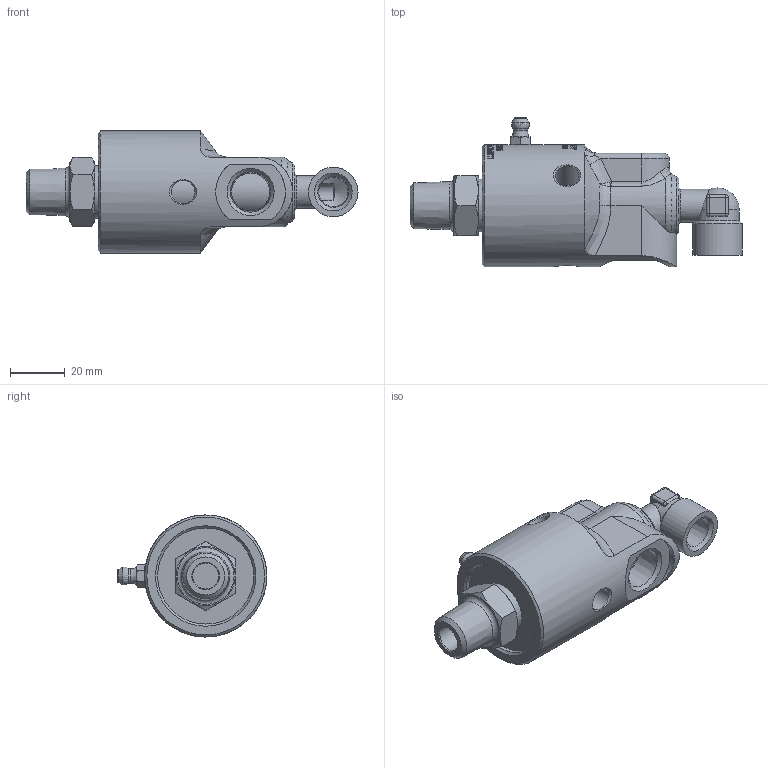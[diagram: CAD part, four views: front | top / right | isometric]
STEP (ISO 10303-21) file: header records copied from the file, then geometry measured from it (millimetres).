
FILE_DESCRIPTION(/* description */ (''),/* implementation_level */ '2;1');
FILE_NAME(/* name */ '57-000-002030-IC fd.stp',/* time_stamp */ '2022-01-10T11:07:34-06:00',/* author */ ('dyurkovich'),/* organization */ (''),/* preprocessor_version */ 'ST-DEVELOPER v18.1',/* originating_system */ 'Autodesk Inventor 2022',/* authorisation */ '');
FILE_SCHEMA (('AUTOMOTIVE_DESIGN { 1 0 10303 214 3 1 1 }'));
Products named in the file (1): 57-000-002030-IC
Bounding box: 120.99 x 54.49 x 44.5 mm (x, y, z)
Volume: 92932.6 mm3; surface area: 19096.5 mm2
Topology: 2 solids, 2 shells, 930 faces, 2436 edges, 1605 vertices
Faces by surface type: bspline 415, plane 341, cylinder 129, cone 25, sphere 11, torus 9
Full cylindrical faces by diameter (mm): 6.325 x1, 6.35 x1, 8.6 x3, 9.5 x1, 10.719 x1, 12 x1, 13.889 x1, 18 x1, 19.15 x1, 35.05 x1, 44.5 x1
Entity records: 82397 total; most frequent: CARTESIAN_POINT 61476, ORIENTED_EDGE 4872, DIRECTION 3224, EDGE_CURVE 2436, VERTEX_POINT 1611, AXIS2_PLACEMENT_3D 1090, LINE 1044, VECTOR 1044
